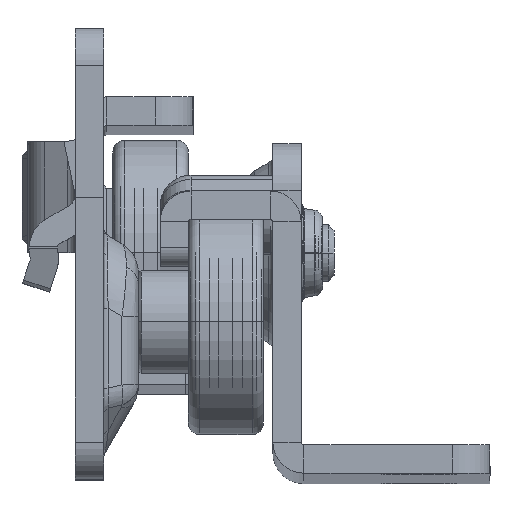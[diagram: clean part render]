
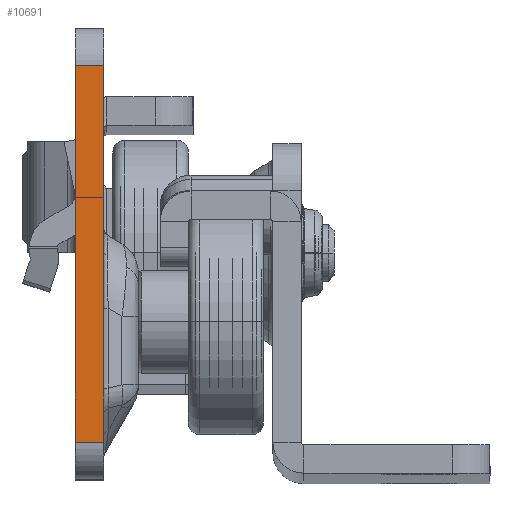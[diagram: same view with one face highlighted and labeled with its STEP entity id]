
A CAD part, top view. The second image highlights one B-rep face of the part: STEP entity #10691.
In plain terms, the highlighted planar face has unit normal (0, 0, 1).
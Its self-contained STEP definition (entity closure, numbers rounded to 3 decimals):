
#67 = CARTESIAN_POINT ( 'NONE',  ( -3., -29.094, 0. ) ) ;
#194 = LINE ( 'NONE', #67, #20828 ) ;
#709 = ORIENTED_EDGE ( 'NONE', *, *, #4097, .T. ) ;
#1815 = AXIS2_PLACEMENT_3D ( 'NONE', #14489, #16745, #23158 ) ;
#2447 = LINE ( 'NONE', #23881, #14050 ) ;
#2958 = CARTESIAN_POINT ( 'NONE',  ( 0., 18.3, 0. ) ) ;
#4097 = EDGE_CURVE ( 'NONE', #9128, #11535, #10190, .T. ) ;
#5272 = CARTESIAN_POINT ( 'NONE',  ( 0., -21.7, 0. ) ) ;
#6135 = LINE ( 'NONE', #7857, #12618 ) ;
#7288 = DIRECTION ( 'NONE',  ( 0., -1., 0. ) ) ;
#7857 = CARTESIAN_POINT ( 'NONE',  ( -3., 18.3, 0. ) ) ;
#8127 = FACE_OUTER_BOUND ( 'NONE', #26369, .T. ) ;
#8540 = PLANE ( 'NONE',  #1815 ) ;
#9099 = ORIENTED_EDGE ( 'NONE', *, *, #10392, .F. ) ;
#9128 = VERTEX_POINT ( 'NONE', #17734 ) ;
#9999 = DIRECTION ( 'NONE',  ( 1., 0., 0. ) ) ;
#10190 = LINE ( 'NONE', #25624, #27092 ) ;
#10303 = VERTEX_POINT ( 'NONE', #24428 ) ;
#10392 = EDGE_CURVE ( 'NONE', #17862, #11535, #2447, .T. ) ;
#10691 = ADVANCED_FACE ( 'NONE', ( #8127 ), #8540, .T. ) ;
#11535 = VERTEX_POINT ( 'NONE', #5272 ) ;
#12618 = VECTOR ( 'NONE', #9999, 1000. ) ;
#14050 = VECTOR ( 'NONE', #7288, 1000. ) ;
#14489 = CARTESIAN_POINT ( 'NONE',  ( -3., -29.094, 0. ) ) ;
#16745 = DIRECTION ( 'NONE',  ( 0., 0., 1. ) ) ;
#17734 = CARTESIAN_POINT ( 'NONE',  ( -3., -21.7, 0. ) ) ;
#17862 = VERTEX_POINT ( 'NONE', #2958 ) ;
#18785 = DIRECTION ( 'NONE',  ( 1., 0., 0. ) ) ;
#19123 = ORIENTED_EDGE ( 'NONE', *, *, #21750, .F. ) ;
#19404 = ORIENTED_EDGE ( 'NONE', *, *, #27891, .T. ) ;
#20828 = VECTOR ( 'NONE', #21898, 1000. ) ;
#21750 = EDGE_CURVE ( 'NONE', #10303, #17862, #6135, .T. ) ;
#21898 = DIRECTION ( 'NONE',  ( 0., -1., 0. ) ) ;
#23158 = DIRECTION ( 'NONE',  ( 1., 0., 0. ) ) ;
#23881 = CARTESIAN_POINT ( 'NONE',  ( 0., -29.094, 0. ) ) ;
#24428 = CARTESIAN_POINT ( 'NONE',  ( -3., 18.3, 0. ) ) ;
#25624 = CARTESIAN_POINT ( 'NONE',  ( -122.719, -21.7, 0. ) ) ;
#26369 = EDGE_LOOP ( 'NONE', ( #9099, #19123, #19404, #709 ) ) ;
#27092 = VECTOR ( 'NONE', #18785, 1000. ) ;
#27891 = EDGE_CURVE ( 'NONE', #10303, #9128, #194, .T. ) ;
